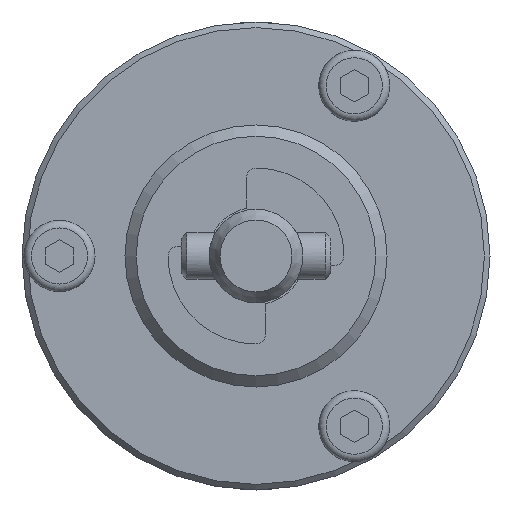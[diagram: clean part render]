
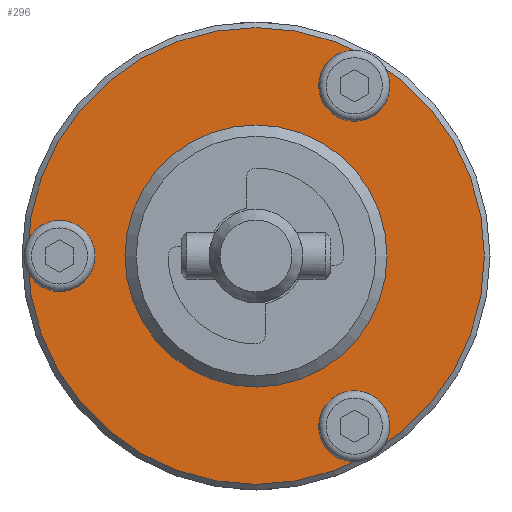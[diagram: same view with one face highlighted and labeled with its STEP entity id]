
A CAD part, front view. The second image highlights one B-rep face of the part: STEP entity #296.
In plain terms, the highlighted planar face has unit normal (0, -1, 0).
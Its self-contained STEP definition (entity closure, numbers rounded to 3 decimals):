
#296 = ADVANCED_FACE( '', ( #647, #648, #649, #650, #651 ), #652, .F. );
#647 = FACE_BOUND( '', #1045, .T. );
#648 = FACE_BOUND( '', #1046, .T. );
#649 = FACE_BOUND( '', #1047, .T. );
#650 = FACE_BOUND( '', #1048, .T. );
#651 = FACE_OUTER_BOUND( '', #1049, .T. );
#652 = PLANE( '', #1050 );
#1045 = EDGE_LOOP( '', ( #1798 ) );
#1046 = EDGE_LOOP( '', ( #1799 ) );
#1047 = EDGE_LOOP( '', ( #1800 ) );
#1048 = EDGE_LOOP( '', ( #1801 ) );
#1049 = EDGE_LOOP( '', ( #1802 ) );
#1050 = AXIS2_PLACEMENT_3D( '', #1803, #1804, #1805 );
#1798 = ORIENTED_EDGE( '', *, *, #2063, .F. );
#1799 = ORIENTED_EDGE( '', *, *, #2214, .F. );
#1800 = ORIENTED_EDGE( '', *, *, #2173, .F. );
#1801 = ORIENTED_EDGE( '', *, *, #2304, .F. );
#1802 = ORIENTED_EDGE( '', *, *, #2305, .T. );
#1803 = CARTESIAN_POINT( '', ( 12.2, 0., 0. ) );
#1804 = DIRECTION( '', ( 0., 1., 0. ) );
#1805 = DIRECTION( '', ( 0., 0., 1. ) );
#2063 = EDGE_CURVE( '', #2411, #2411, #2412, .T. );
#2173 = EDGE_CURVE( '', #2588, #2588, #2589, .T. );
#2214 = EDGE_CURVE( '', #2651, #2651, #2652, .T. );
#2304 = EDGE_CURVE( '', #2770, #2770, #2771, .T. );
#2305 = EDGE_CURVE( '', #2772, #2772, #2773, .T. );
#2411 = VERTEX_POINT( '', #2905 );
#2412 = CIRCLE( '', #2906, 7. );
#2588 = VERTEX_POINT( '', #3233 );
#2589 = CIRCLE( '', #3234, 1. );
#2651 = VERTEX_POINT( '', #3366 );
#2652 = CIRCLE( '', #3367, 1. );
#2770 = VERTEX_POINT( '', #3535 );
#2771 = CIRCLE( '', #3536, 1. );
#2772 = VERTEX_POINT( '', #3537 );
#2773 = CIRCLE( '', #3538, 12.2 );
#2905 = CARTESIAN_POINT( '', ( 0., 0., -7. ) );
#2906 = AXIS2_PLACEMENT_3D( '', #3690, #3691, #3692 );
#3233 = CARTESIAN_POINT( '', ( 5.25, 0., -10.093 ) );
#3234 = AXIS2_PLACEMENT_3D( '', #3806, #3807, #3808 );
#3366 = CARTESIAN_POINT( '', ( -10.5, 0., -1. ) );
#3367 = AXIS2_PLACEMENT_3D( '', #3847, #3848, #3849 );
#3535 = CARTESIAN_POINT( '', ( 5.25, 0., 8.093 ) );
#3536 = AXIS2_PLACEMENT_3D( '', #3957, #3958, #3959 );
#3537 = CARTESIAN_POINT( '', ( 0., 0., -12.2 ) );
#3538 = AXIS2_PLACEMENT_3D( '', #3960, #3961, #3962 );
#3690 = CARTESIAN_POINT( '', ( 0., 0., 0. ) );
#3691 = DIRECTION( '', ( 0., -1., 0. ) );
#3692 = DIRECTION( '', ( 0., 0., -1. ) );
#3806 = CARTESIAN_POINT( '', ( 5.25, 0., -9.093 ) );
#3807 = DIRECTION( '', ( 0., -1., 0. ) );
#3808 = DIRECTION( '', ( 0., 0., -1. ) );
#3847 = CARTESIAN_POINT( '', ( -10.5, 0., 0. ) );
#3848 = DIRECTION( '', ( 0., -1., 0. ) );
#3849 = DIRECTION( '', ( 0., 0., -1. ) );
#3957 = CARTESIAN_POINT( '', ( 5.25, 0., 9.093 ) );
#3958 = DIRECTION( '', ( 0., -1., 0. ) );
#3959 = DIRECTION( '', ( 0., 0., -1. ) );
#3960 = CARTESIAN_POINT( '', ( 0., 0., 0. ) );
#3961 = DIRECTION( '', ( 0., -1., 0. ) );
#3962 = DIRECTION( '', ( 0., 0., -1. ) );
